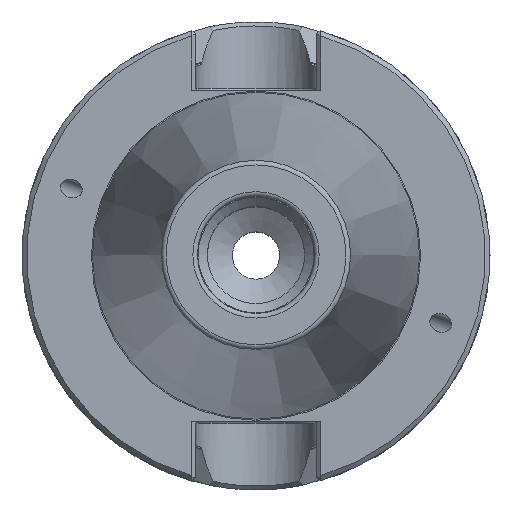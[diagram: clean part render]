
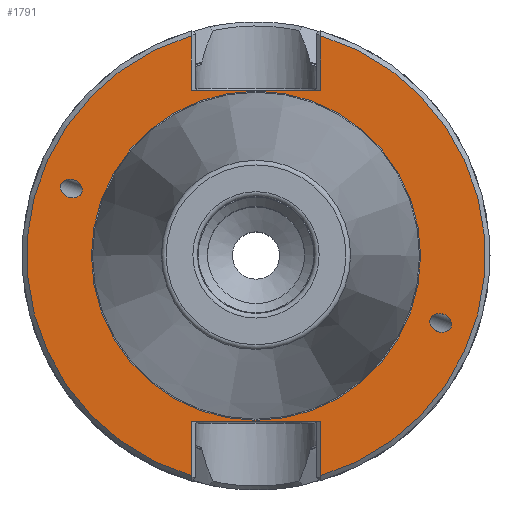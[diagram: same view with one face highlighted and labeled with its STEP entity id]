
A CAD part, top view. The second image highlights one B-rep face of the part: STEP entity #1791.
In plain terms, the highlighted planar face has unit normal (0, 0, 1).
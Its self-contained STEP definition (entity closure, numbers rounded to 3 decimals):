
#36=LINE('',#2467,#90);
#37=LINE('',#2469,#91);
#38=LINE('',#2471,#92);
#39=LINE('',#2475,#93);
#40=LINE('',#2477,#94);
#41=LINE('',#2479,#95);
#90=VECTOR('',#2049,1000.);
#91=VECTOR('',#2050,1000.);
#92=VECTOR('',#2051,1000.);
#93=VECTOR('',#2054,1000.);
#94=VECTOR('',#2055,1000.);
#95=VECTOR('',#2056,1000.);
#144=ELLIPSE('',#1886,2.381,1.95);
#145=ELLIPSE('',#1889,2.381,1.95);
#150=PLANE('',#1885);
#251=ORIENTED_EDGE('',*,*,#583,.F.);
#252=ORIENTED_EDGE('',*,*,#584,.T.);
#253=ORIENTED_EDGE('',*,*,#585,.T.);
#254=ORIENTED_EDGE('',*,*,#586,.T.);
#255=ORIENTED_EDGE('',*,*,#587,.T.);
#256=ORIENTED_EDGE('',*,*,#588,.T.);
#257=ORIENTED_EDGE('',*,*,#589,.T.);
#258=ORIENTED_EDGE('',*,*,#590,.T.);
#259=ORIENTED_EDGE('',*,*,#591,.T.);
#260=ORIENTED_EDGE('',*,*,#592,.F.);
#261=ORIENTED_EDGE('',*,*,#593,.F.);
#583=EDGE_CURVE('',#749,#749,#144,.T.);
#584=EDGE_CURVE('',#750,#751,#867,.T.);
#585=EDGE_CURVE('',#751,#752,#36,.T.);
#586=EDGE_CURVE('',#752,#753,#37,.T.);
#587=EDGE_CURVE('',#753,#754,#38,.T.);
#588=EDGE_CURVE('',#754,#755,#868,.T.);
#589=EDGE_CURVE('',#755,#756,#39,.T.);
#590=EDGE_CURVE('',#756,#757,#40,.T.);
#591=EDGE_CURVE('',#757,#750,#41,.T.);
#592=EDGE_CURVE('',#758,#758,#145,.T.);
#593=EDGE_CURVE('',#759,#759,#869,.T.);
#749=VERTEX_POINT('',#2463);
#750=VERTEX_POINT('',#2465);
#751=VERTEX_POINT('',#2466);
#752=VERTEX_POINT('',#2468);
#753=VERTEX_POINT('',#2470);
#754=VERTEX_POINT('',#2472);
#755=VERTEX_POINT('',#2474);
#756=VERTEX_POINT('',#2476);
#757=VERTEX_POINT('',#2478);
#758=VERTEX_POINT('',#2481);
#759=VERTEX_POINT('',#2483);
#867=CIRCLE('',#1887,49.);
#868=CIRCLE('',#1888,49.);
#869=CIRCLE('',#1890,35.164);
#929=EDGE_LOOP('',(#251));
#930=EDGE_LOOP('',(#252,#253,#254,#255,#256,#257,#258,#259));
#931=EDGE_LOOP('',(#260));
#932=EDGE_LOOP('',(#261));
#1057=FACE_BOUND('',#929,.T.);
#1058=FACE_BOUND('',#930,.T.);
#1059=FACE_BOUND('',#931,.T.);
#1060=FACE_BOUND('',#932,.T.);
#1791=ADVANCED_FACE('',(#1057,#1058,#1059,#1060),#150,.T.);
#1885=AXIS2_PLACEMENT_3D('',#2461,#2043,#2044);
#1886=AXIS2_PLACEMENT_3D('',#2462,#2045,#2046);
#1887=AXIS2_PLACEMENT_3D('',#2464,#2047,#2048);
#1888=AXIS2_PLACEMENT_3D('',#2473,#2052,#2053);
#1889=AXIS2_PLACEMENT_3D('',#2480,#2057,#2058);
#1890=AXIS2_PLACEMENT_3D('',#2482,#2059,#2060);
#2043=DIRECTION('',(0.,0.,1.));
#2044=DIRECTION('',(1.,0.,0.));
#2045=DIRECTION('',(0.,0.,1.));
#2046=DIRECTION('',(0.94,-0.342,0.));
#2047=DIRECTION('',(0.,0.,1.));
#2048=DIRECTION('',(1.,0.,0.));
#2049=DIRECTION('',(0.,1.,0.));
#2050=DIRECTION('',(1.,0.,0.));
#2051=DIRECTION('',(0.,-1.,0.));
#2052=DIRECTION('',(0.,0.,1.));
#2053=DIRECTION('',(1.,0.,0.));
#2054=DIRECTION('',(0.,-1.,0.));
#2055=DIRECTION('',(-1.,0.,0.));
#2056=DIRECTION('',(0.,1.,0.));
#2057=DIRECTION('',(0.,0.,1.));
#2058=DIRECTION('',(-0.94,0.342,0.));
#2059=DIRECTION('',(0.,0.,1.));
#2060=DIRECTION('',(1.,0.,0.));
#2461=CARTESIAN_POINT('',(35.164,0.,-3.));
#2462=CARTESIAN_POINT('',(-39.467,14.365,-3.));
#2463=CARTESIAN_POINT('',(-37.23,13.551,-3.));
#2464=CARTESIAN_POINT('',(0.,0.,-3.));
#2465=CARTESIAN_POINT('',(-13.85,47.002,-3.));
#2466=CARTESIAN_POINT('',(-13.85,-47.002,-3.));
#2467=CARTESIAN_POINT('',(-13.85,0.,-3.));
#2468=CARTESIAN_POINT('',(-13.85,-35.35,-3.));
#2469=CARTESIAN_POINT('',(35.164,-35.35,-3.));
#2470=CARTESIAN_POINT('',(13.85,-35.35,-3.));
#2471=CARTESIAN_POINT('',(13.85,0.,-3.));
#2472=CARTESIAN_POINT('',(13.85,-47.002,-3.));
#2473=CARTESIAN_POINT('',(0.,0.,-3.));
#2474=CARTESIAN_POINT('',(13.85,47.002,-3.));
#2475=CARTESIAN_POINT('',(13.85,0.,-3.));
#2476=CARTESIAN_POINT('',(13.85,35.35,-3.));
#2477=CARTESIAN_POINT('',(35.164,35.35,-3.));
#2478=CARTESIAN_POINT('',(-13.85,35.35,-3.));
#2479=CARTESIAN_POINT('',(-13.85,0.,-3.));
#2480=CARTESIAN_POINT('',(39.467,-14.365,-3.));
#2481=CARTESIAN_POINT('',(37.23,-13.551,-3.));
#2482=CARTESIAN_POINT('',(0.,0.,-3.));
#2483=CARTESIAN_POINT('',(35.164,0.,-3.));
